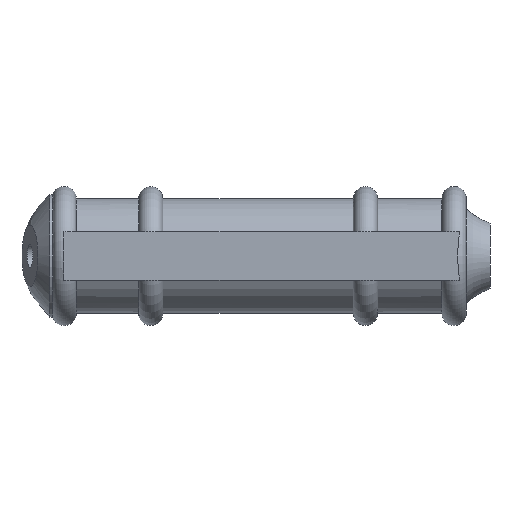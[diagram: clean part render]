
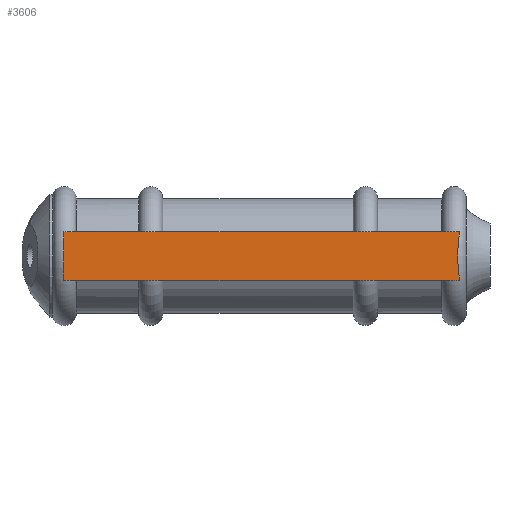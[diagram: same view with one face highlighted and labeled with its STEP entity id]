
A CAD part, front view. The second image highlights one B-rep face of the part: STEP entity #3606.
In plain terms, the highlighted planar face has unit normal (0, -1, 0).
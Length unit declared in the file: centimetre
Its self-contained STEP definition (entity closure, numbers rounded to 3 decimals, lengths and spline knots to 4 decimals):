
#178=LINE('',#6554,#408);
#180=LINE('',#6563,#410);
#187=LINE('',#6649,#417);
#189=LINE('',#6652,#419);
#408=VECTOR('',#4384,1.);
#410=VECTOR('',#4388,1.);
#417=VECTOR('',#4399,1.);
#419=VECTOR('',#4403,1.);
#744=FACE_OUTER_BOUND('',#973,.T.);
#973=EDGE_LOOP('',(#2481,#2482,#2483,#2484));
#1510=VERTEX_POINT('',#6551);
#1511=VERTEX_POINT('',#6553);
#1513=VERTEX_POINT('',#6562);
#1524=VERTEX_POINT('',#6648);
#1873=EDGE_CURVE('',#1511,#1510,#178,.T.);
#1876=EDGE_CURVE('',#1511,#1513,#180,.T.);
#1888=EDGE_CURVE('',#1513,#1524,#187,.T.);
#1890=EDGE_CURVE('',#1510,#1524,#189,.T.);
#2481=ORIENTED_EDGE('',*,*,#1888,.F.);
#2482=ORIENTED_EDGE('',*,*,#1876,.F.);
#2483=ORIENTED_EDGE('',*,*,#1873,.T.);
#2484=ORIENTED_EDGE('',*,*,#1890,.T.);
#3535=PLANE('',#3858);
#3606=ADVANCED_FACE('',(#744),#3535,.F.);
#3858=AXIS2_PLACEMENT_3D('',#6651,#4401,#4402);
#4384=DIRECTION('',(0.,0.,1.));
#4388=DIRECTION('',(-1.,0.,0.));
#4399=DIRECTION('',(0.,0.,1.));
#4401=DIRECTION('center_axis',(0.,1.,0.));
#4402=DIRECTION('ref_axis',(-1.,0.,0.));
#4403=DIRECTION('',(-1.,0.,0.));
#6551=CARTESIAN_POINT('',(12.715,14.2892,0.635));
#6553=CARTESIAN_POINT('',(12.715,14.2892,-0.635));
#6554=CARTESIAN_POINT('',(12.715,14.2892,0.));
#6562=CARTESIAN_POINT('',(2.2219,14.2892,-0.635));
#6563=CARTESIAN_POINT('',(2.2219,14.2892,-0.635));
#6648=CARTESIAN_POINT('',(2.2219,14.2892,0.635));
#6649=CARTESIAN_POINT('',(2.2219,14.2892,0.));
#6651=CARTESIAN_POINT('Origin',(12.715,14.2892,0.));
#6652=CARTESIAN_POINT('',(2.2219,14.2892,0.635));
